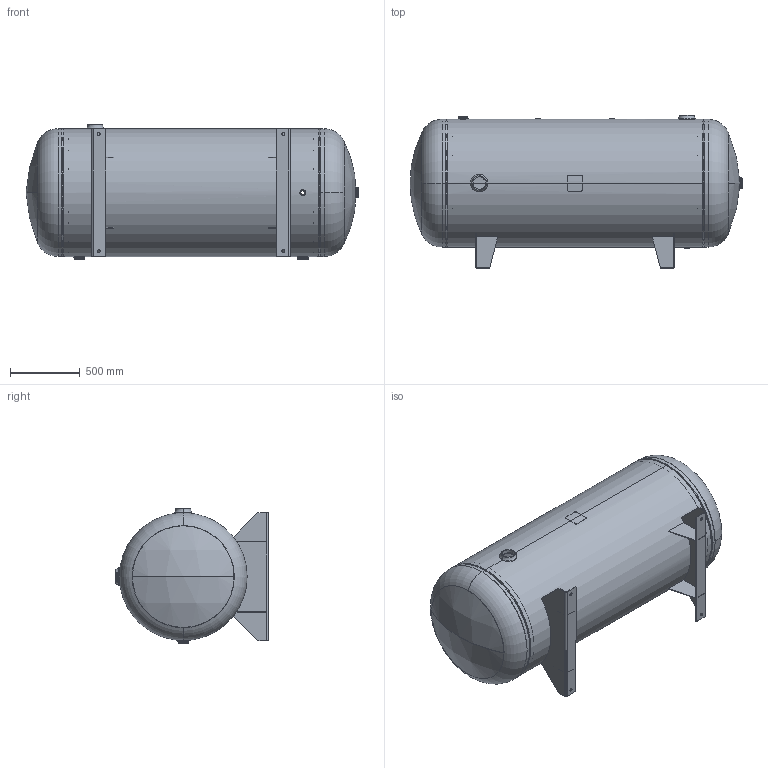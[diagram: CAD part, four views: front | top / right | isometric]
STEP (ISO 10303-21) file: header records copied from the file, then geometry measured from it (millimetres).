
FILE_DESCRIPTION (( 'STEP AP214' ), '1' );
FILE_NAME ('302488.STEP', '2024-04-02T21:16:34', ( '' ), ( '' ), 'SwSTEP 2.0', 'SolidWorks 2022', '' );
FILE_SCHEMA (( 'AUTOMOTIVE_DESIGN' ));
Length unit declared in the file: inch
Products named in the file (14): PHOENIX RAD FLANGE_150P957 OR; HEAD_36X181JOG; A99214; PHOENIX FLAT FLANGE_0250P391; PHOENIX FLAT FLANGE_0500P393; A99215; NP-HOR_36; 302488; PHOENIX RAD FLANGE_200P958 OR; A84493; PHOENIX FLAT FLANGE_0750; 302488-SL; PHOENIX RAD FLANGE_300P155; PHOENIX FLAT FLANGE_2000O-RING
Assembly tree (18 placements, depth 3):
  302488
    302488-SL
    HEAD_36X181JOG  x2
    PHOENIX RAD FLANGE_300P155  x2
    PHOENIX RAD FLANGE_200P958 OR  x2
    PHOENIX FLAT FLANGE_2000O-RING
    PHOENIX RAD FLANGE_150P957 OR
    PHOENIX FLAT FLANGE_0750
    PHOENIX FLAT FLANGE_0500P393
    PHOENIX FLAT FLANGE_0250P391
    A84493  x2
      A99214
      A99215
    NP-HOR_36
Bounding box: 2376.02 x 1094.1 x 959.95 mm (x, y, z)
Volume: 40961660 mm3; surface area: 16341707.4 mm2
Topology: 19 solids, 19 shells, 345 faces, 750 edges, 452 vertices
Faces by surface type: torus 118, cylinder 105, plane 94, bspline 20, sphere 8
Entity records: 16053 total; most frequent: CARTESIAN_POINT 9958, DIRECTION 1247, ORIENTED_EDGE 1058, AXIS2_PLACEMENT_3D 559, EDGE_CURVE 529, VERTEX_POINT 318, CIRCLE 316, EDGE_LOOP 281
